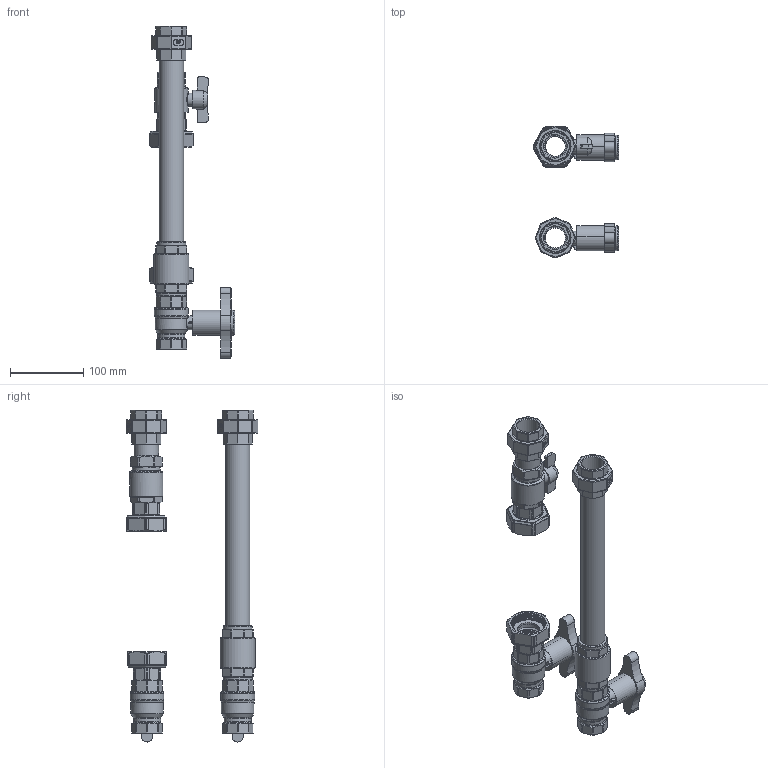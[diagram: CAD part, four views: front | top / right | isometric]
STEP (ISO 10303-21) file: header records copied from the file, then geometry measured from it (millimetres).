
FILE_DESCRIPTION(('STEP AP203'), '1');
FILE_NAME('NG(SS)-25.18', '', ('UNSPECIFIED'), ('UNSPECIFIED'), 'ASCON STEP Converter 1.6', 'ASCON Math Kernel', '');
FILE_SCHEMA(('CONFIG_CONTROL_DESIGN'));
Length unit declared in the file: millimetre
Products named in the file (12): NGSS-25.18; Øàðîâûé êðàí DN25 c òåðìîìåòðîì HERZ_‘¨­¨© ®âªàëâ; Êîðïóñ êðàíà^Øàðîâûé êðàí DN25 c òåðìîìåòðîì HERZ; Ðóêîÿòêà ÷åðíàÿ^Øàðîâûé êðàí DN25 c òåðìîìåòðîì HERZ; Íàêëàäêà ïî öâåòó^Øàðîâûé êðàí DN25 c òåðìîìåòðîì HERZ_‘¨­¨©; Ìàíîìåòð^Øàðîâûé êðàí DN25 c òåðìîìåòðîì HERZ; GEBO  ���������� ������� 330 (����� �������� 374, ����� 372 , ������� 370)_331-6V DN25 ���ਪ���� ���-��; Ìóôòà 372^GEBO  Àìåðèêàíêà ïëîñêàÿ 330 (Ãàéêà íàêèäíàÿ 374, Ìóôòà 372 , Ôóòîðêà 370)_1; Ãàéêà 374^GEBO  Àìåðèêàíêà ïëîñêàÿ 330 (Ãàéêà íàêèäíàÿ 374, Ìóôòà 372 , Ôóòîðêà 370)_1; Ïðîêëàäêà (BH_BH)^GEBO  Àìåðèêàíêà ïëîñêàÿ 330 (Ãàéêà íàêèäíàÿ 374, Ìóôòà 372 , Ôóòîðêà 370)_1
Assembly tree (12 placements, depth 3):
  NGSS-25.18
    Øàðîâûé êðàí DN25 c òåðìîìåòðîì HERZ_‘¨­¨© ®âªàëâ  x2
      Êîðïóñ êðàíà^Øàðîâûé êðàí DN25 c òåðìîìåòðîì HERZ
      Ðóêîÿòêà ÷åðíàÿ^Øàðîâûé êðàí DN25 c òåðìîìåòðîì HERZ
      Íàêëàäêà ïî öâåòó^Øàðîâûé êðàí DN25 c òåðìîìåòðîì HERZ_‘¨­¨©
      Ìàíîìåòð^Øàðîâûé êðàí DN25 c òåðìîìåòðîì HERZ
    GEBO  ���������� ������� 330 (����� �������� 374, ����� 372 , ������� 370)_331-6V DN25 ���ਪ���� ���-��
      Ìóôòà 372^GEBO  Àìåðèêàíêà ïëîñêàÿ 330 (Ãàéêà íàêèäíàÿ 374, Ìóôòà 372 , Ôóòîðêà 370)_1
      Ãàéêà 374^GEBO  Àìåðèêàíêà ïëîñêàÿ 330 (Ãàéêà íàêèäíàÿ 374, Ìóôòà 372 , Ôóòîðêà 370)_1
      Ïðîêëàäêà (BH_BH)^GEBO  Àìåðèêàíêà ïëîñêàÿ 330 (Ãàéêà íàêèäíàÿ 374, Ìóôòà 372 , Ôóòîðêà 370)_1
    (unnamed)
    (unnamed)
Bounding box: 116.5 x 180.34 x 453.79 mm (x, y, z)
Volume: 513182.9 mm3; surface area: 254415.1 mm2
Topology: 21 solids, 23 shells, 2788 faces, 7033 edges, 4435 vertices
Faces by surface type: plane 1506, cylinder 874, bspline 133, torus 110, cone 109, sphere 56
Full cylindrical faces by diameter (mm): 11 x2, 18 x1, 19 x2, 21.5 x1, 25.5 x1, 27 x1, 27.5 x2, 28 x4, 30 x4, 30.3 x2, 31 x1, 33.5 x2, 34 x4, 34.5 x2, 37 x2, 37.5 x2, 38 x3, 40 x2, 41 x2, 42 x3, 42.724 x2, 43 x3, 44 x2, 44.3 x2, 45 x2, 45.6 x1, 46.25 x2, 46.3 x2, 48 x1
Entity records: 144968 total; most frequent: CARTESIAN_POINT 73634, ORIENTED_EDGE 11086, DIRECTION 10838, EDGE_CURVE 5543, AXIS2_PLACEMENT_3D 3817, VERTEX_POINT 3558, LINE 3204, VECTOR 3204
